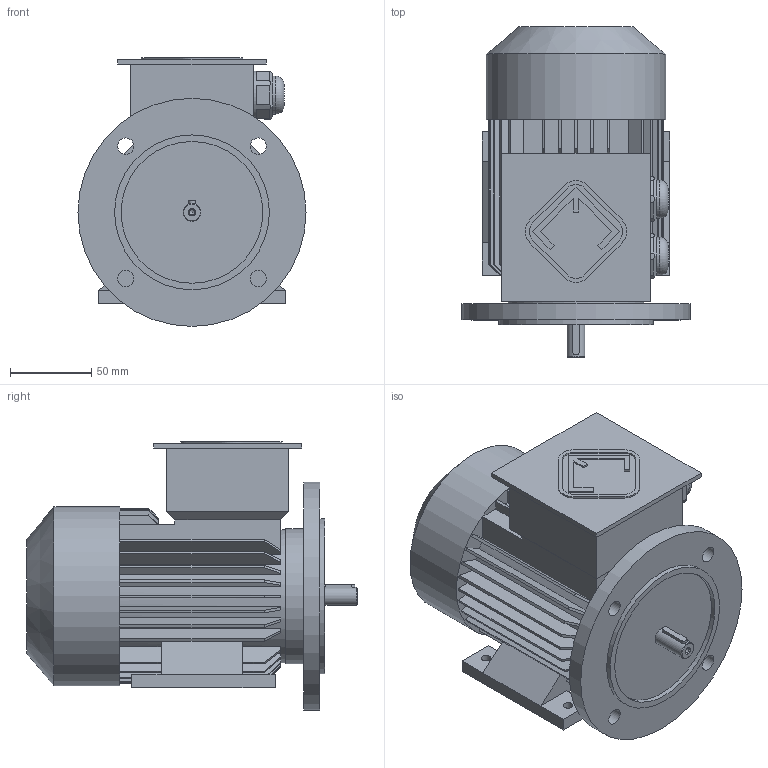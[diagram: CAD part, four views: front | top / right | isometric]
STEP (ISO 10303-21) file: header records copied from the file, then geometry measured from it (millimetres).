
FILE_DESCRIPTION(/* description */ ('Unknown'),/* implementation_level */ '2;1');
FILE_NAME(/* name */ 'A56_В35',/* time_stamp */ '2021-03-24T16:28:10+03:00',/* author */ ('Unknown'),/* organization */ ('Unknown'),/* preprocessor_version */ 'ST-DEVELOPER v16',/* originating_system */ 'DEX',/* authorisation */ $);
FILE_SCHEMA (('AUTOMOTIVE_DESIGN {1 0 10303 214 3 1 1}'));
Length unit declared in the file: millimetre
Products named in the file (1): A56_ﾂ35
Bounding box: 140 x 203 x 165 mm (x, y, z)
Volume: 1717478.2 mm3; surface area: 190502.6 mm2
Topology: 1 solids, 1 shells, 329 faces, 926 edges, 611 vertices
Faces by surface type: plane 228, cylinder 65, cone 34, torus 2
Full cylindrical faces by diameter (mm): 3.242 x2, 5.8 x4, 10 x4, 11 x1, 23.257 x2, 29.5 x2, 82 x1, 83 x1, 87 x1, 95 x1, 110 x1, 140 x1
Entity records: 12921 total; most frequent: CARTESIAN_POINT 2174, ORIENTED_EDGE 1756, DIRECTION 1737, EDGE_CURVE 878, AXIS2_PLACEMENT_3D 593, VERTEX_POINT 592, LINE 551, VECTOR 551
